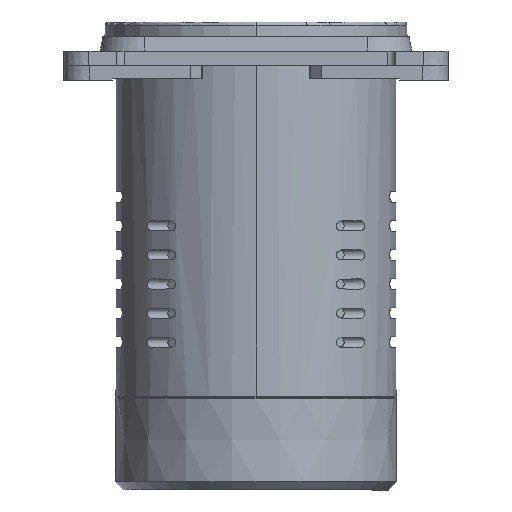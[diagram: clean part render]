
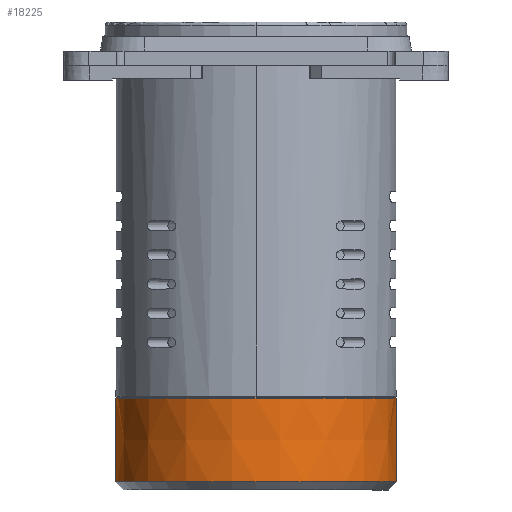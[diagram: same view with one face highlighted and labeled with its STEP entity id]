
A CAD part, left-side view. The second image highlights one B-rep face of the part: STEP entity #18225.
In plain terms, the highlighted conical face has half-angle 0.5 degrees and reference radius 19.225 mm.
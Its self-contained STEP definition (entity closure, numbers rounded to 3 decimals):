
#3132 = ORIENTED_EDGE ( 'NONE', *, *, #6431, .T. ) ;
#3360 = LINE ( 'NONE', #45881, #39828 ) ;
#4225 = EDGE_CURVE ( 'NONE', #25817, #28675, #59530, .T. ) ;
#6231 = VERTEX_POINT ( 'NONE', #40672 ) ;
#6431 = EDGE_CURVE ( 'NONE', #25817, #6231, #40941, .T. ) ;
#8051 = DIRECTION ( 'NONE',  ( 0., 1., 0. ) ) ;
#10664 = DIRECTION ( 'NONE',  ( 0., 0., 1. ) ) ;
#11210 = VERTEX_POINT ( 'NONE', #19575 ) ;
#18225 = ADVANCED_FACE ( 'NONE', ( #55534 ), #54073, .T. ) ;
#19575 = CARTESIAN_POINT ( 'NONE',  ( 0., 1.112, -19.337 ) ) ;
#19685 = CARTESIAN_POINT ( 'NONE',  ( 0., 12.601, 0. ) ) ;
#21555 = CIRCLE ( 'NONE', #27230, 19.337 ) ;
#24514 = DIRECTION ( 'NONE',  ( 0., 0., -1. ) ) ;
#24906 = DIRECTION ( 'NONE',  ( 0., -1., 0. ) ) ;
#25685 = EDGE_LOOP ( 'NONE', ( #3132, #34589, #26610, #54656 ) ) ;
#25817 = VERTEX_POINT ( 'NONE', #59160 ) ;
#26610 = ORIENTED_EDGE ( 'NONE', *, *, #50096, .T. ) ;
#27230 = AXIS2_PLACEMENT_3D ( 'NONE', #36608, #8051, #41282 ) ;
#28675 = VERTEX_POINT ( 'NONE', #41302 ) ;
#29208 = AXIS2_PLACEMENT_3D ( 'NONE', #19685, #52708, #24514 ) ;
#29680 = EDGE_CURVE ( 'NONE', #6231, #11210, #3360, .T. ) ;
#34589 = ORIENTED_EDGE ( 'NONE', *, *, #29680, .T. ) ;
#34645 = VECTOR ( 'NONE', #44312, 1000. ) ;
#35223 = AXIS2_PLACEMENT_3D ( 'NONE', #43479, #24906, #10664 ) ;
#36608 = CARTESIAN_POINT ( 'NONE',  ( 0., 1.112, 0. ) ) ;
#39828 = VECTOR ( 'NONE', #50613, 1000. ) ;
#40672 = CARTESIAN_POINT ( 'NONE',  ( 0., 12.601, -19.237 ) ) ;
#40941 = CIRCLE ( 'NONE', #29208, 19.237 ) ;
#41282 = DIRECTION ( 'NONE',  ( 0., 0., -1. ) ) ;
#41302 = CARTESIAN_POINT ( 'NONE',  ( 0., 1.112, 19.337 ) ) ;
#43479 = CARTESIAN_POINT ( 'NONE',  ( 0., 14., 0. ) ) ;
#43679 = CARTESIAN_POINT ( 'NONE',  ( 0., 14., 19.225 ) ) ;
#44312 = DIRECTION ( 'NONE',  ( 0., -1., 0.009 ) ) ;
#45881 = CARTESIAN_POINT ( 'NONE',  ( 0., 14., -19.225 ) ) ;
#50096 = EDGE_CURVE ( 'NONE', #11210, #28675, #21555, .T. ) ;
#50613 = DIRECTION ( 'NONE',  ( 0., -1., -0.009 ) ) ;
#52708 = DIRECTION ( 'NONE',  ( 0., -1., 0. ) ) ;
#54073 = CONICAL_SURFACE ( 'NONE', #35223, 19.225, 0.009 ) ;
#54656 = ORIENTED_EDGE ( 'NONE', *, *, #4225, .F. ) ;
#55534 = FACE_OUTER_BOUND ( 'NONE', #25685, .T. ) ;
#59160 = CARTESIAN_POINT ( 'NONE',  ( 0., 12.601, 19.237 ) ) ;
#59530 = LINE ( 'NONE', #43679, #34645 ) ;
